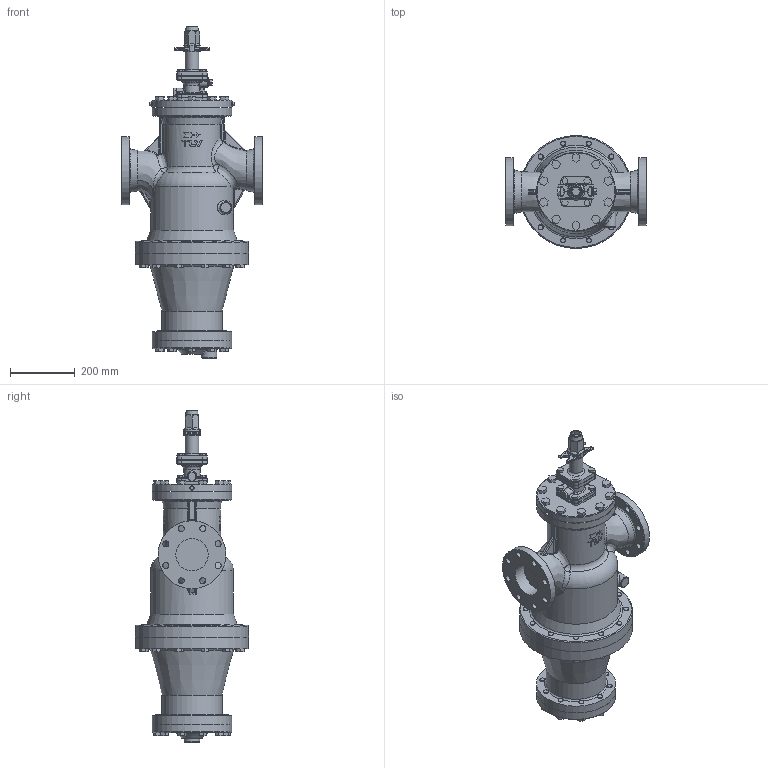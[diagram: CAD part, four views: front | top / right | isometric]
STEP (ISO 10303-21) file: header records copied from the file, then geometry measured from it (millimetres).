
FILE_DESCRIPTION(/* description */ (''),/* implementation_level */ '2;1');
FILE_NAME(/* name */ 'cos16-100-jis10-00.stp',/* time_stamp */ '2017-10-13T11:20:28+09:00',/* author */ ('nakaot'),/* organization */ (''),/* preprocessor_version */ 'ST-DEVELOPER v15.6',/* originating_system */ 'Autodesk Inventor 2015',/* authorisation */ '');
FILE_SCHEMA (('CONFIG_CONTROL_DESIGN'));
Length unit declared in the file: millimetre
Products named in the file (1): cos16-100-jis10-00
Bounding box: 434 x 350 x 1028 mm (x, y, z)
Volume: 38915760.8 mm3; surface area: 1727106.3 mm2
Topology: 8 solids, 8 shells, 1136 faces, 2728 edges, 1725 vertices
Faces by surface type: plane 543, cylinder 301, bspline 194, torus 49, sphere 30, cone 19
Full cylindrical faces by diameter (mm): 8.376 x8, 10 x4, 12 x8, 13.835 x32, 16 x32, 16.307 x1, 18 x32, 19 x16, 27 x1, 30 x1, 36 x1, 42 x1, 46.634 x1, 48 x1, 52 x1, 63.442 x1, 92.09 x1, 100 x2, 115.591 x1, 186 x1, 210 x2, 245 x4, 253.406 x1, 257 x1, 350 x2
Entity records: 38820 total; most frequent: CARTESIAN_POINT 14429, ORIENTED_EDGE 4838, DIRECTION 4708, EDGE_CURVE 2417, AXIS2_PLACEMENT_3D 1759, VERTEX_POINT 1622, EDGE_LOOP 1567, LINE 1190
